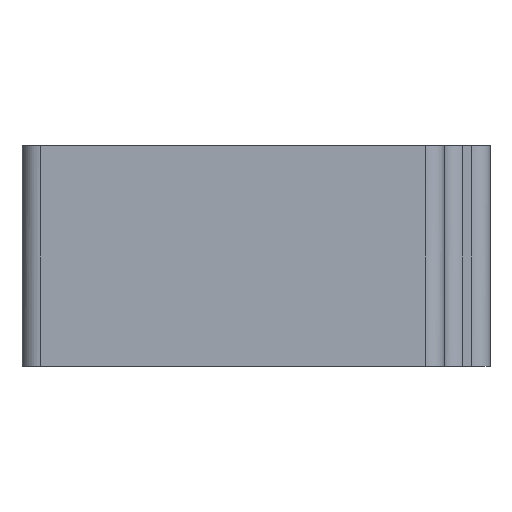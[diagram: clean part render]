
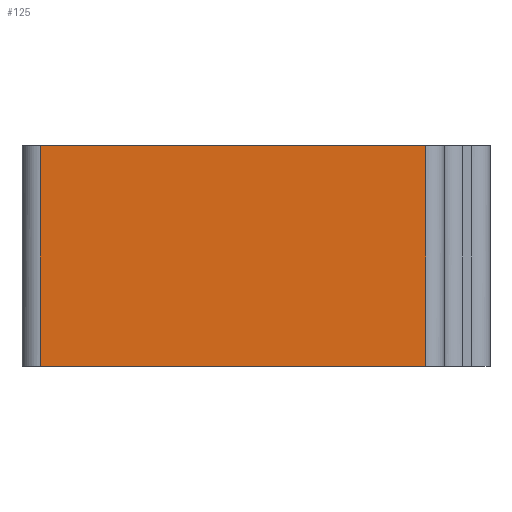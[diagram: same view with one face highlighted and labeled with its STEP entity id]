
A CAD part, front view. The second image highlights one B-rep face of the part: STEP entity #125.
In plain terms, the highlighted free-form (B-spline) face has degree [1, 1] with [2, 2] control points.
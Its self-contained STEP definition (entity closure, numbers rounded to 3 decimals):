
#125 = ADVANCED_FACE('',(#126),#156,.F.);
#126 = FACE_BOUND('',#127,.T.);
#127 = EDGE_LOOP('',(#128,#137,#144,#151));
#128 = ORIENTED_EDGE('',*,*,#129,.T.);
#129 = EDGE_CURVE('',#130,#132,#134,.T.);
#130 = VERTEX_POINT('',#131);
#131 = CARTESIAN_POINT('',(-4.722,-71.776,0.));
#132 = VERTEX_POINT('',#133);
#133 = CARTESIAN_POINT('',(44.86,-71.776,0.));
#134 = B_SPLINE_CURVE_WITH_KNOTS('',1,(#135,#136),.UNSPECIFIED.,.F.,.F.,
  (2,2),(-44.,-2.),.PIECEWISE_BEZIER_KNOTS.);
#135 = CARTESIAN_POINT('',(-4.722,-71.776,
    0.));
#136 = CARTESIAN_POINT('',(44.86,-71.776,
    0.));
#137 = ORIENTED_EDGE('',*,*,#138,.T.);
#138 = EDGE_CURVE('',#132,#139,#141,.T.);
#139 = VERTEX_POINT('',#140);
#140 = CARTESIAN_POINT('',(44.86,-71.776,
    28.333));
#141 = B_SPLINE_CURVE_WITH_KNOTS('',1,(#142,#143),.UNSPECIFIED.,.F.,.F.,
  (2,2),(-24.,0.),.PIECEWISE_BEZIER_KNOTS.);
#142 = CARTESIAN_POINT('',(44.86,-71.776,0.));
#143 = CARTESIAN_POINT('',(44.86,-71.776,
    28.333));
#144 = ORIENTED_EDGE('',*,*,#145,.F.);
#145 = EDGE_CURVE('',#146,#139,#148,.T.);
#146 = VERTEX_POINT('',#147);
#147 = CARTESIAN_POINT('',(-4.722,-71.776,
    28.333));
#148 = B_SPLINE_CURVE_WITH_KNOTS('',1,(#149,#150),.UNSPECIFIED.,.F.,.F.,
  (2,2),(-44.,-2.),.PIECEWISE_BEZIER_KNOTS.);
#149 = CARTESIAN_POINT('',(-4.722,-71.776,
    28.333));
#150 = CARTESIAN_POINT('',(44.86,-71.776,
    28.333));
#151 = ORIENTED_EDGE('',*,*,#152,.T.);
#152 = EDGE_CURVE('',#146,#130,#153,.T.);
#153 = B_SPLINE_CURVE_WITH_KNOTS('',1,(#154,#155),.UNSPECIFIED.,.F.,.F.,
  (2,2),(0.,24.),.PIECEWISE_BEZIER_KNOTS.);
#154 = CARTESIAN_POINT('',(-4.722,-71.776,
    28.333));
#155 = CARTESIAN_POINT('',(-4.722,-71.776,0.));
#156 = B_SPLINE_SURFACE_WITH_KNOTS('',1,1,(
    (#157,#158)
    ,(#159,#160
    )),.UNSPECIFIED.,.F.,.F.,.F.,(2,2),(2,2),(-24.,0.),(
    -44.,-2.),.PIECEWISE_BEZIER_KNOTS.);
#157 = CARTESIAN_POINT('',(-4.722,-71.776,0.));
#158 = CARTESIAN_POINT('',(44.86,-71.776,0.));
#159 = CARTESIAN_POINT('',(-4.722,-71.776,
    28.333));
#160 = CARTESIAN_POINT('',(44.86,-71.776,
    28.333));
